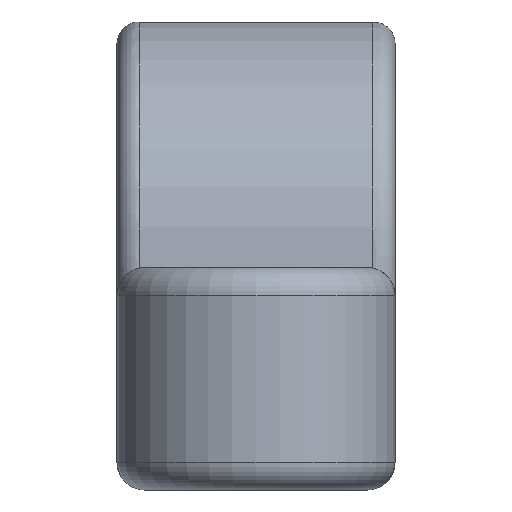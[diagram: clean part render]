
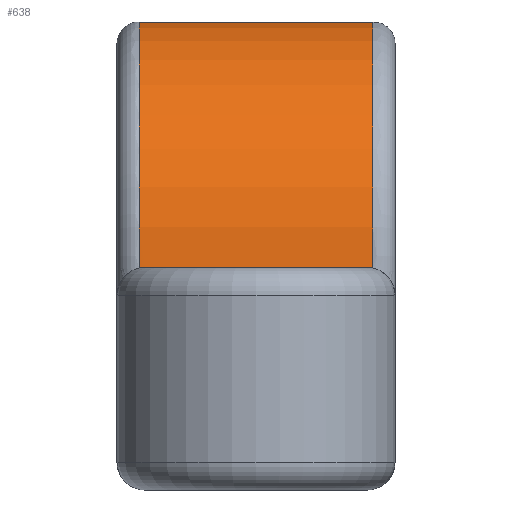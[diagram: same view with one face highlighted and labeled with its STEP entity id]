
A CAD part, front view. The second image highlights one B-rep face of the part: STEP entity #638.
In plain terms, the highlighted cylindrical face has radius 8.845 mm (diameter 17.69 mm), a partial arc.
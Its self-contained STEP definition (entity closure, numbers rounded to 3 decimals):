
#47=LINE('',#1069,#99);
#72=LINE('',#1192,#124);
#99=VECTOR('',#755,10.);
#124=VECTOR('',#850,10.);
#158=CYLINDRICAL_SURFACE('',#713,8.845);
#185=FACE_OUTER_BOUND('',#227,.T.);
#227=EDGE_LOOP('',(#530,#531,#532,#533,#534,#535,#536,#537));
#250=B_SPLINE_CURVE_WITH_KNOTS('',3,(#962,#963,#964,#965,#966,#967),
 .UNSPECIFIED.,.F.,.F.,(4,1,1,4),(0.,0.017,
0.029,0.04),.UNSPECIFIED.);
#251=B_SPLINE_CURVE_WITH_KNOTS('',3,(#1031,#1032,#1033,#1034,#1035,#1036,
#1037,#1038),.UNSPECIFIED.,.F.,.F.,(4,1,1,1,1,4),(-0.04,-0.029,
-0.017,-0.006,-0.003,0.),
 .UNSPECIFIED.);
#255=B_SPLINE_CURVE_WITH_KNOTS('',3,(#1164,#1165,#1166,#1167),
 .UNSPECIFIED.,.F.,.F.,(4,4),(0.283,0.303),
 .UNSPECIFIED.);
#256=B_SPLINE_CURVE_WITH_KNOTS('',3,(#1174,#1175,#1176,#1177),
 .UNSPECIFIED.,.F.,.F.,(4,4),(0.,0.02),.UNSPECIFIED.);
#270=CIRCLE('',#695,8.845);
#271=CIRCLE('',#698,8.845);
#285=VERTEX_POINT('',#951);
#287=VERTEX_POINT('',#960);
#289=VERTEX_POINT('',#1027);
#291=VERTEX_POINT('',#1030);
#304=VERTEX_POINT('',#1105);
#317=VERTEX_POINT('',#1145);
#319=VERTEX_POINT('',#1162);
#321=VERTEX_POINT('',#1173);
#344=EDGE_CURVE('',#287,#285,#250,.T.);
#348=EDGE_CURVE('',#289,#291,#251,.T.);
#353=EDGE_CURVE('',#285,#289,#47,.T.);
#372=EDGE_CURVE('',#291,#304,#270,.T.);
#387=EDGE_CURVE('',#317,#287,#271,.T.);
#390=EDGE_CURVE('',#319,#317,#255,.F.);
#393=EDGE_CURVE('',#304,#321,#256,.F.);
#401=EDGE_CURVE('',#321,#319,#72,.T.);
#530=ORIENTED_EDGE('',*,*,#344,.F.);
#531=ORIENTED_EDGE('',*,*,#387,.F.);
#532=ORIENTED_EDGE('',*,*,#390,.F.);
#533=ORIENTED_EDGE('',*,*,#401,.F.);
#534=ORIENTED_EDGE('',*,*,#393,.F.);
#535=ORIENTED_EDGE('',*,*,#372,.F.);
#536=ORIENTED_EDGE('',*,*,#348,.F.);
#537=ORIENTED_EDGE('',*,*,#353,.F.);
#638=ADVANCED_FACE('',(#185),#158,.T.);
#695=AXIS2_PLACEMENT_3D('',#1106,#797,#798);
#698=AXIS2_PLACEMENT_3D('',#1158,#815,#816);
#713=AXIS2_PLACEMENT_3D('',#1191,#848,#849);
#755=DIRECTION('',(1.,0.,0.));
#797=DIRECTION('center_axis',(1.,0.,0.));
#798=DIRECTION('ref_axis',(0.,0.487,0.873));
#815=DIRECTION('center_axis',(-1.,0.,0.));
#816=DIRECTION('ref_axis',(0.,0.487,0.873));
#848=DIRECTION('center_axis',(1.,0.,0.));
#849=DIRECTION('ref_axis',(0.,0.523,0.852));
#850=DIRECTION('',(-1.,0.,0.));
#951=CARTESIAN_POINT('',(-4.09,51.379,0.107));
#960=CARTESIAN_POINT('',(-4.2,51.746,0.304));
#962=CARTESIAN_POINT('Ctrl Pts',(-4.2,51.746,0.304));
#963=CARTESIAN_POINT('Ctrl Pts',(-4.2,51.691,0.272));
#964=CARTESIAN_POINT('Ctrl Pts',(-4.19,51.599,0.222));
#965=CARTESIAN_POINT('Ctrl Pts',(-4.153,51.473,0.155));
#966=CARTESIAN_POINT('Ctrl Pts',(-4.116,51.407,0.121));
#967=CARTESIAN_POINT('Ctrl Pts',(-4.09,51.379,0.107));
#1027=CARTESIAN_POINT('',(4.09,51.379,0.107));
#1030=CARTESIAN_POINT('',(4.2,51.746,0.304));
#1031=CARTESIAN_POINT('Ctrl Pts',(4.09,51.379,0.107));
#1032=CARTESIAN_POINT('Ctrl Pts',(4.116,51.407,0.121));
#1033=CARTESIAN_POINT('Ctrl Pts',(4.153,51.473,0.155));
#1034=CARTESIAN_POINT('Ctrl Pts',(4.185,51.581,0.212));
#1035=CARTESIAN_POINT('Ctrl Pts',(4.197,51.664,0.257));
#1036=CARTESIAN_POINT('Ctrl Pts',(4.2,51.719,0.288));
#1037=CARTESIAN_POINT('Ctrl Pts',(4.2,51.737,0.298));
#1038=CARTESIAN_POINT('Ctrl Pts',(4.2,51.746,0.304));
#1069=CARTESIAN_POINT('',(0.,51.379,0.107));
#1105=CARTESIAN_POINT('',(4.2,38.549,7.98));
#1106=CARTESIAN_POINT('Origin',(4.2,47.394,8.004));
#1145=CARTESIAN_POINT('',(-4.2,38.549,7.98));
#1158=CARTESIAN_POINT('Origin',(-4.2,47.394,8.004));
#1162=CARTESIAN_POINT('',(-4.,38.549,8.));
#1164=CARTESIAN_POINT('Ctrl Pts',(-4.2,38.549,7.98));
#1165=CARTESIAN_POINT('Ctrl Pts',(-4.133,38.549,7.993));
#1166=CARTESIAN_POINT('Ctrl Pts',(-4.065,38.549,8.));
#1167=CARTESIAN_POINT('Ctrl Pts',(-4.,38.549,8.));
#1173=CARTESIAN_POINT('',(4.,38.549,8.));
#1174=CARTESIAN_POINT('Ctrl Pts',(4.,38.549,8.));
#1175=CARTESIAN_POINT('Ctrl Pts',(4.065,38.549,8.));
#1176=CARTESIAN_POINT('Ctrl Pts',(4.133,38.549,7.993));
#1177=CARTESIAN_POINT('Ctrl Pts',(4.2,38.549,7.98));
#1191=CARTESIAN_POINT('Origin',(0.,47.394,8.004));
#1192=CARTESIAN_POINT('',(0.,38.549,8.));
